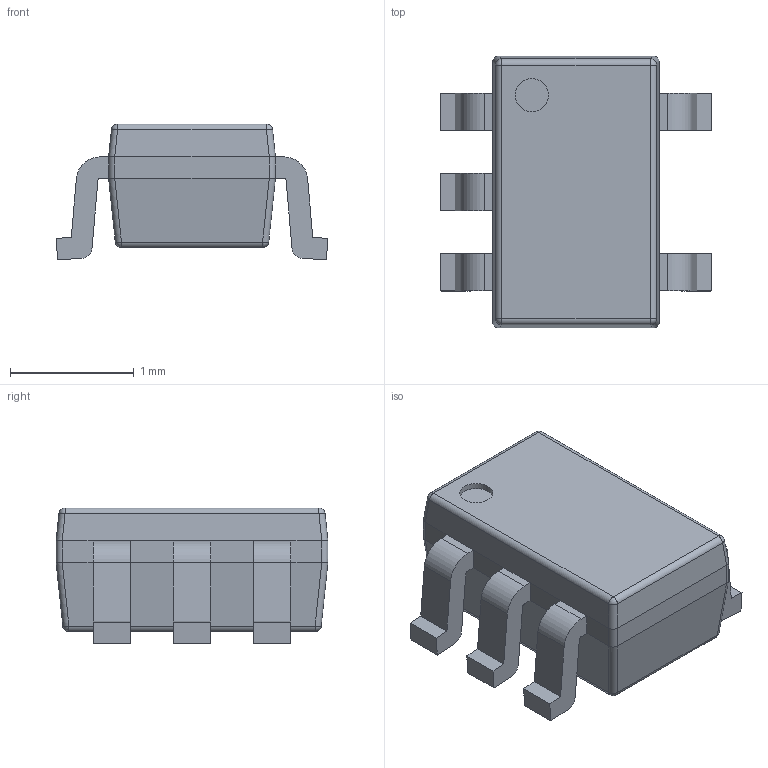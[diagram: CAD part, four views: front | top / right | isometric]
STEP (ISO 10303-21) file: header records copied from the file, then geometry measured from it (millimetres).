
FILE_DESCRIPTION(/* description */ (''),/* implementation_level */ '2;1');
FILE_NAME(/* name */ 'ON SEMI TSOT-23-5 419AE.step',/* time_stamp */ '2022-10-27T16:47:51+01:00',/* author */ (''),/* organization */ (''),/* preprocessor_version */ 'ST-DEVELOPER v19.2',/* originating_system */ 'Autodesk Translation Framework v11.17.0.187',/* authorisation */ '');
FILE_SCHEMA (('AUTOMOTIVE_DESIGN { 1 0 10303 214 3 1 1 }'));
Length unit declared in the file: millimetre
Products named in the file (1): 1. TSOT GENERATOR
Bounding box: 2.2 x 2.2 x 1.1 mm (x, y, z)
Volume: 3.1 mm3; surface area: 16.6 mm2
Topology: 1 solids, 1 shells, 109 faces, 274 edges, 168 vertices
Faces by surface type: plane 65, cylinder 36, sphere 8
Full cylindrical faces by diameter (mm): 0.268 x1
Entity records: 3296 total; most frequent: DIRECTION 558, CARTESIAN_POINT 552, ORIENTED_EDGE 548, EDGE_CURVE 274, LINE 210, VECTOR 210, AXIS2_PLACEMENT_3D 174, VERTEX_POINT 168
